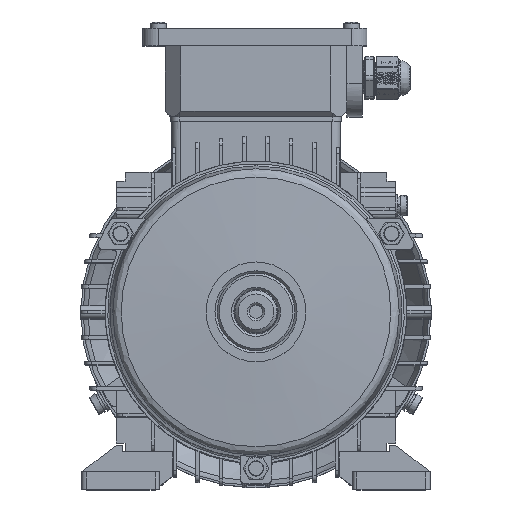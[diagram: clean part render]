
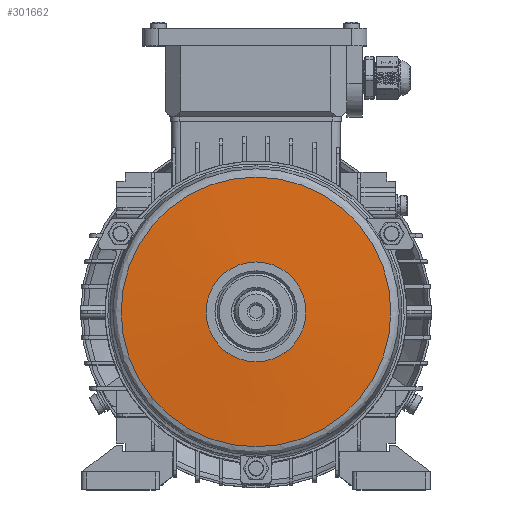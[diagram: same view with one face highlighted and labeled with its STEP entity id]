
A CAD part, top view. The second image highlights one B-rep face of the part: STEP entity #301662.
In plain terms, the highlighted conical face has half-angle 87 degrees and reference radius 60.794 mm.
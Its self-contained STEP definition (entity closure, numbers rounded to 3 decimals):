
#301610=CARTESIAN_POINT('',(78.138,-66.066,-63.988));
#301611=VERTEX_POINT('',#301610);
#301612=CARTESIAN_POINT('',(78.138,-5.272,-63.988));
#301613=DIRECTION('',(0.0,-0.0,1.0));
#301614=DIRECTION('',(1.0,0.0,-0.0));
#301615=AXIS2_PLACEMENT_3D('',#301612,#301613,#301614);
#301616=CIRCLE('',#301615,60.794);
#301617=EDGE_CURVE('n� 6',#301611,#301611,#301616,.T.);
#301634=CARTESIAN_POINT('',(100.638,-5.272,-61.981));
#301635=VERTEX_POINT('',#301634);
#301636=CARTESIAN_POINT('',(78.138,-5.272,-61.981));
#301637=DIRECTION('',(-0.0,0.0,-1.0));
#301638=DIRECTION('',(1.0,0.0,-0.0));
#301639=AXIS2_PLACEMENT_3D('',#301636,#301637,#301638);
#301640=CIRCLE('',#301639,22.5);
#301641=EDGE_CURVE('n� 14',#301635,#301635,#301640,.T.);
#301651=ORIENTED_EDGE('',*,*,#301641,.T.);
#301652=EDGE_LOOP('',(#301651));
#301653=FACE_OUTER_BOUND('',#301652,.T.);
#301654=ORIENTED_EDGE('',*,*,#301617,.T.);
#301655=EDGE_LOOP('',(#301654));
#301656=FACE_BOUND('',#301655,.T.);
#301657=CARTESIAN_POINT('',(78.138,-5.272,-63.988));
#301658=DIRECTION('',(-0.0,0.0,-1.0));
#301659=DIRECTION('',(-0.0,1.0,0.0));
#301660=AXIS2_PLACEMENT_3D('',#301657,#301658,#301659);
#301661=CONICAL_SURFACE('',#301660,60.794,1.518);
#301662=ADVANCED_FACE('n� 2',(#301653,#301656),#301661,.T.);
